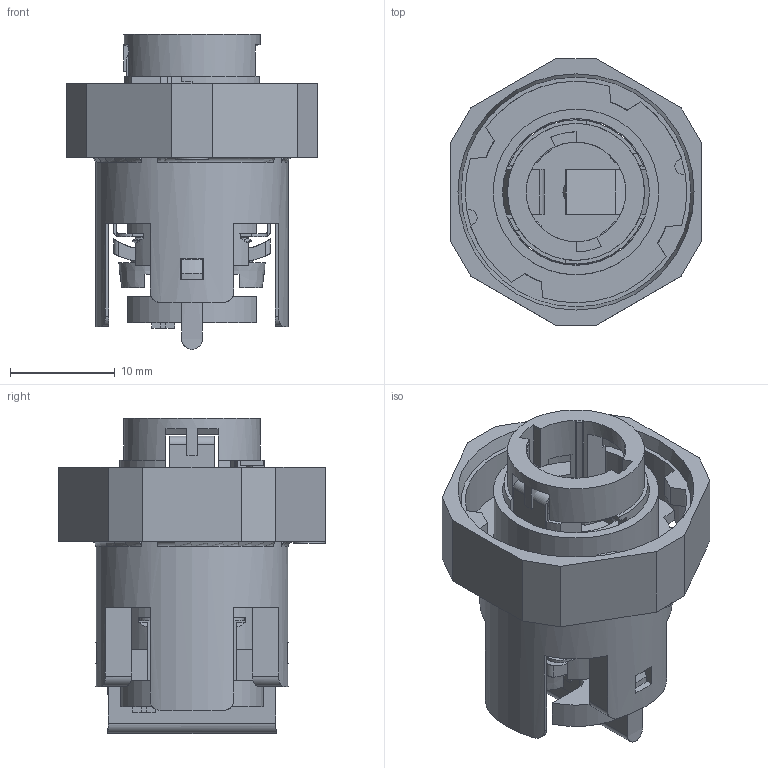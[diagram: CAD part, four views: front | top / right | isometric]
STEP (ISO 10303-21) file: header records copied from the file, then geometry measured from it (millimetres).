
FILE_DESCRIPTION(/* description */ (''),/* implementation_level */ '2;1');
FILE_NAME(/* name */ 'L9R_ipt.stp',/* time_stamp */ '2015-05-20T14:45:46+02:00',/* author */ ('Csommer'),/* organization */ (''),/* preprocessor_version */ 'ST-DEVELOPER v15.2',/* originating_system */ 'Autodesk Inventor 2014',/* authorisation */ '');
FILE_SCHEMA (('AUTOMOTIVE_DESIGN { 1 0 10303 214 3 1 1 }'));
Length unit declared in the file: millimetre
Products named in the file (1): L9R
Bounding box: 24 x 25.5 x 30.15 mm (x, y, z)
Volume: 4689.2 mm3; surface area: 7302.6 mm2
Topology: 8 solids, 8 shells, 408 faces, 1170 edges, 772 vertices
Faces by surface type: plane 274, cylinder 107, cone 12, torus 8, bspline 6, sphere 1
Full cylindrical faces by diameter (mm): 2.85 x2, 3.078 x1, 3.5 x2, 3.8 x2, 13.1 x1, 14.05 x1, 15.85 x1, 18.4 x1, 21.2 x1
Entity records: 16765 total; most frequent: CARTESIAN_POINT 6128, ORIENTED_EDGE 2286, DIRECTION 2138, EDGE_CURVE 1143, VERTEX_POINT 762, LINE 724, VECTOR 724, AXIS2_PLACEMENT_3D 707
